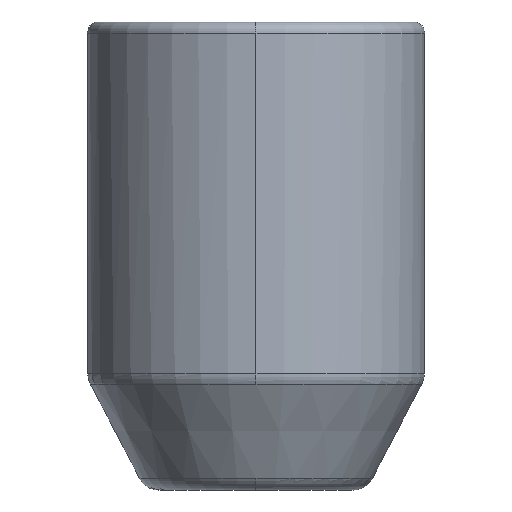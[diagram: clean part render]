
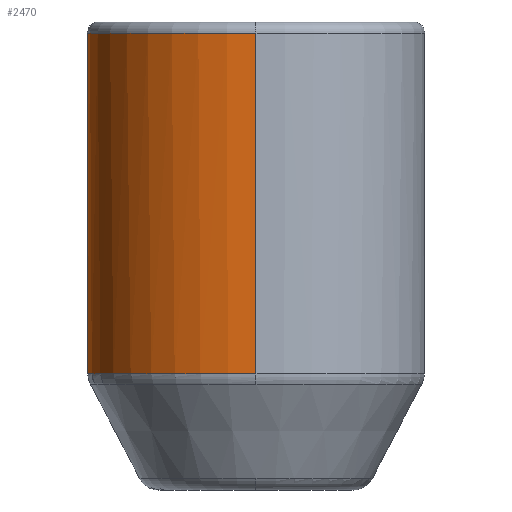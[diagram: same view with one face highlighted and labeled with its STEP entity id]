
A CAD part, left-side view. The second image highlights one B-rep face of the part: STEP entity #2470.
In plain terms, the highlighted cylindrical face has radius 11.62 mm (diameter 23.241 mm), a partial arc.
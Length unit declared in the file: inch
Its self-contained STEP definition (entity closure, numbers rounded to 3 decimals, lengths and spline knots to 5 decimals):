
#78 = CARTESIAN_POINT ( 'NONE',  ( 0.44043, 0.12426, -0.60922 ) ) ;
#81 = VERTEX_POINT ( 'NONE', #85 ) ;
#85 = CARTESIAN_POINT ( 'NONE',  ( -0.4575, 0., -0.03 ) ) ;
#94 = CARTESIAN_POINT ( 'NONE',  ( 0.34197, 0.30395, -0.82884 ) ) ;
#132 = EDGE_CURVE ( 'NONE', #3273, #667, #1202, .T. ) ;
#171 = VECTOR ( 'NONE', #1757, 39.37008 ) ;
#200 = CARTESIAN_POINT ( 'NONE',  ( -0.4575, 0., 0.05954 ) ) ;
#233 = EDGE_LOOP ( 'NONE', ( #1708, #2339, #288, #3036, #1589 ) ) ;
#288 = ORIENTED_EDGE ( 'NONE', *, *, #1837, .T. ) ;
#327 = CARTESIAN_POINT ( 'NONE',  ( 0.4504, 0.08109, -0.59201 ) ) ;
#346 = CARTESIAN_POINT ( 'NONE',  ( 0.3712, 0.26751, -0.74696 ) ) ;
#385 = CARTESIAN_POINT ( 'NONE',  ( 0., 0., -0.03 ) ) ;
#512 = CARTESIAN_POINT ( 'NONE',  ( 0., 0., 0.05954 ) ) ;
#572 = CARTESIAN_POINT ( 'NONE',  ( 0.4575, 0., -0.58 ) ) ;
#593 = CARTESIAN_POINT ( 'NONE',  ( 0.3877, 0.24302, -0.70988 ) ) ;
#620 = B_SPLINE_CURVE_WITH_KNOTS ( 'NONE', 3,
 ( #572, #1612, #2621, #327, #1361, #2380, #78, #1112, #2125, #3124, #856, #1876, #2879, #593, #1631, #2639, #346, #1380, #2395, #94, #1131, #2146, #3142, #877, #1895, #2900 ),
 .UNSPECIFIED., .F., .F.,
 ( 4, 2, 2, 2, 2, 2, 2, 2, 2, 2, 2, 2, 4 ),
 ( 0.01435, 0.01614, 0.01704, 0.01794, 0.01883, 0.01973, 0.02153, 0.02242, 0.02332, 0.02511, 0.02601, 0.02691, 0.0287 ),
 .UNSPECIFIED. ) ;
#650 = CARTESIAN_POINT ( 'NONE',  ( 0.4575, 0., -0.58 ) ) ;
#659 = DIRECTION ( 'NONE',  ( -1., 0., 0. ) ) ;
#667 = VERTEX_POINT ( 'NONE', #2029 ) ;
#735 = CARTESIAN_POINT ( 'NONE',  ( 0.4575, 0., 0.05954 ) ) ;
#766 = AXIS2_PLACEMENT_3D ( 'NONE', #1935, #2938, #659 ) ;
#856 = CARTESIAN_POINT ( 'NONE',  ( 0.42003, 0.18156, -0.64589 ) ) ;
#877 = CARTESIAN_POINT ( 'NONE',  ( 0.32475, 0.3223, -0.9077 ) ) ;
#1112 = CARTESIAN_POINT ( 'NONE',  ( 0.43428, 0.1443, -0.62007 ) ) ;
#1131 = CARTESIAN_POINT ( 'NONE',  ( 0.33889, 0.30737, -0.83987 ) ) ;
#1202 = CIRCLE ( 'NONE', #766, 0.4575 ) ;
#1242 = DIRECTION ( 'NONE',  ( 0., 0., -1. ) ) ;
#1361 = CARTESIAN_POINT ( 'NONE',  ( 0.44823, 0.09231, -0.59573 ) ) ;
#1380 = CARTESIAN_POINT ( 'NONE',  ( 0.35935, 0.28346, -0.77616 ) ) ;
#1420 = DIRECTION ( 'NONE',  ( 0., 0., -1. ) ) ;
#1548 = DIRECTION ( 'NONE',  ( 0., 0., -1. ) ) ;
#1589 = ORIENTED_EDGE ( 'NONE', *, *, #2777, .F. ) ;
#1596 = CARTESIAN_POINT ( 'NONE',  ( -0.4575, 0., -0.95521 ) ) ;
#1612 = CARTESIAN_POINT ( 'NONE',  ( 0.4575, 0.02395, -0.58 ) ) ;
#1631 = CARTESIAN_POINT ( 'NONE',  ( 0.3835, 0.24958, -0.71894 ) ) ;
#1708 = ORIENTED_EDGE ( 'NONE', *, *, #1716, .T. ) ;
#1716 = EDGE_CURVE ( 'NONE', #81, #2121, #2253, .T. ) ;
#1757 = DIRECTION ( 'NONE',  ( 0., 0., -1. ) ) ;
#1793 = FACE_OUTER_BOUND ( 'NONE', #233, .T. ) ;
#1837 = EDGE_CURVE ( 'NONE', #1898, #667, #620, .T. ) ;
#1876 = CARTESIAN_POINT ( 'NONE',  ( 0.40841, 0.20701, -0.66776 ) ) ;
#1895 = CARTESIAN_POINT ( 'NONE',  ( 0.3221, 0.3249, -0.93136 ) ) ;
#1898 = VERTEX_POINT ( 'NONE', #650 ) ;
#1935 = CARTESIAN_POINT ( 'NONE',  ( 0., 0., -0.95521 ) ) ;
#2029 = CARTESIAN_POINT ( 'NONE',  ( 0.32133, 0.32566, -0.95521 ) ) ;
#2121 = VERTEX_POINT ( 'NONE', #2275 ) ;
#2125 = CARTESIAN_POINT ( 'NONE',  ( 0.43093, 0.15395, -0.62602 ) ) ;
#2146 = CARTESIAN_POINT ( 'NONE',  ( 0.33339, 0.31333, -0.86212 ) ) ;
#2253 = CIRCLE ( 'NONE', #3030, 0.4575 ) ;
#2275 = CARTESIAN_POINT ( 'NONE',  ( 0.4575, 0., -0.03 ) ) ;
#2339 = ORIENTED_EDGE ( 'NONE', *, *, #3237, .T. ) ;
#2380 = CARTESIAN_POINT ( 'NONE',  ( 0.44324, 0.11388, -0.60433 ) ) ;
#2395 = CARTESIAN_POINT ( 'NONE',  ( 0.35188, 0.29255, -0.79658 ) ) ;
#2437 = DIRECTION ( 'NONE',  ( -1., 0., 0. ) ) ;
#2470 = ADVANCED_FACE ( 'NONE', ( #1793 ), #2804, .T. ) ;
#2494 = LINE ( 'NONE', #200, #3191 ) ;
#2558 = DIRECTION ( 'NONE',  ( -1., 0., 0. ) ) ;
#2621 = CARTESIAN_POINT ( 'NONE',  ( 0.45563, 0.04719, -0.58312 ) ) ;
#2639 = CARTESIAN_POINT ( 'NONE',  ( 0.37526, 0.26181, -0.73746 ) ) ;
#2777 = EDGE_CURVE ( 'NONE', #81, #3273, #2494, .T. ) ;
#2804 = CYLINDRICAL_SURFACE ( 'NONE', #3188, 0.4575 ) ;
#2879 = CARTESIAN_POINT ( 'NONE',  ( 0.4002, 0.22228, -0.68379 ) ) ;
#2900 = CARTESIAN_POINT ( 'NONE',  ( 0.32133, 0.32566, -0.95521 ) ) ;
#2938 = DIRECTION ( 'NONE',  ( 0., 0., -1. ) ) ;
#3009 = LINE ( 'NONE', #735, #171 ) ;
#3030 = AXIS2_PLACEMENT_3D ( 'NONE', #385, #1420, #2437 ) ;
#3036 = ORIENTED_EDGE ( 'NONE', *, *, #132, .F. ) ;
#3124 = CARTESIAN_POINT ( 'NONE',  ( 0.42381, 0.1726, -0.63894 ) ) ;
#3142 = CARTESIAN_POINT ( 'NONE',  ( 0.33095, 0.31589, -0.8734 ) ) ;
#3188 = AXIS2_PLACEMENT_3D ( 'NONE', #512, #1548, #2558 ) ;
#3191 = VECTOR ( 'NONE', #1242, 39.37008 ) ;
#3237 = EDGE_CURVE ( 'NONE', #2121, #1898, #3009, .T. ) ;
#3273 = VERTEX_POINT ( 'NONE', #1596 ) ;
